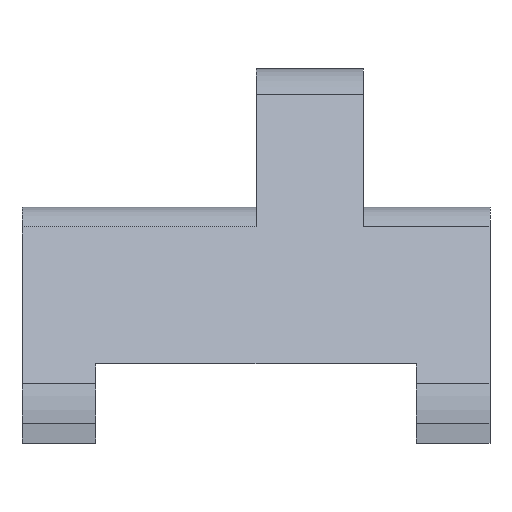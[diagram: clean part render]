
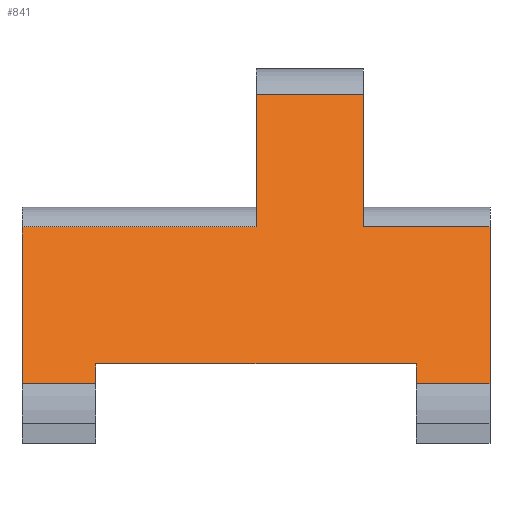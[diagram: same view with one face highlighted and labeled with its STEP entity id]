
A CAD part, left-side view. The second image highlights one B-rep face of the part: STEP entity #841.
In plain terms, the highlighted planar face has unit normal (-0.866, 0, 0.5).
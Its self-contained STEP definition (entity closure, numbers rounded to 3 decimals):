
#184=CARTESIAN_POINT('Vertex',(-6.66,20.2,7.492)) ;
#187=CARTESIAN_POINT('Line Origine',(-6.66,0.,7.492)) ;
#191=CARTESIAN_POINT('Vertex',(-6.66,29.5,7.492)) ;
#362=CARTESIAN_POINT('Line Origine',(-5.212,0.,10.)) ;
#366=CARTESIAN_POINT('Vertex',(-5.212,-20.2,10.)) ;
#368=CARTESIAN_POINT('Vertex',(-5.212,20.2,10.)) ;
#431=CARTESIAN_POINT('Line Origine',(-5.936,20.2,8.746)) ;
#455=CARTESIAN_POINT('Vertex',(-6.66,-20.2,7.492)) ;
#471=CARTESIAN_POINT('Vertex',(-6.66,-29.5,7.492)) ;
#474=CARTESIAN_POINT('Line Origine',(-6.66,0.,7.492)) ;
#501=CARTESIAN_POINT('Line Origine',(-5.936,-20.2,8.746)) ;
#727=CARTESIAN_POINT('Line Origine',(4.752,0.,27.258)) ;
#731=CARTESIAN_POINT('Vertex',(4.752,0.,27.258)) ;
#733=CARTESIAN_POINT('Vertex',(4.752,29.5,27.258)) ;
#771=CARTESIAN_POINT('Vertex',(14.389,-13.5,43.95)) ;
#778=CARTESIAN_POINT('Vertex',(14.389,0.,43.95)) ;
#781=CARTESIAN_POINT('Line Origine',(14.389,0.,43.95)) ;
#793=CARTESIAN_POINT('Axis2P3D Location',(14.389,0.,43.95)) ;
#798=CARTESIAN_POINT('Line Origine',(4.752,-21.5,27.258)) ;
#802=CARTESIAN_POINT('Vertex',(4.752,-29.5,27.258)) ;
#804=CARTESIAN_POINT('Vertex',(4.752,-13.5,27.258)) ;
#807=CARTESIAN_POINT('Line Origine',(9.57,-13.5,35.604)) ;
#812=CARTESIAN_POINT('Line Origine',(9.57,0.,35.604)) ;
#817=CARTESIAN_POINT('Line Origine',(-0.954,29.5,17.375)) ;
#822=CARTESIAN_POINT('Line Origine',(-0.954,-29.5,17.375)) ;
#188=DIRECTION('Vector Direction',(0.,-1.,0.)) ;
#363=DIRECTION('Vector Direction',(0.,1.,0.)) ;
#432=DIRECTION('Vector Direction',(-0.5,0.,-0.866)) ;
#475=DIRECTION('Vector Direction',(0.,-1.,0.)) ;
#502=DIRECTION('Vector Direction',(-0.5,0.,-0.866)) ;
#728=DIRECTION('Vector Direction',(0.,-1.,0.)) ;
#782=DIRECTION('Vector Direction',(0.,-1.,0.)) ;
#794=DIRECTION('Axis2P3D Direction',(0.866,0.,-0.5)) ;
#795=DIRECTION('Axis2P3D XDirection',(-0.5,0.,-0.866)) ;
#799=DIRECTION('Vector Direction',(0.,1.,0.)) ;
#808=DIRECTION('Vector Direction',(-0.5,0.,-0.866)) ;
#813=DIRECTION('Vector Direction',(-0.5,0.,-0.866)) ;
#818=DIRECTION('Vector Direction',(-0.5,0.,-0.866)) ;
#823=DIRECTION('Vector Direction',(-0.5,0.,-0.866)) ;
#796=AXIS2_PLACEMENT_3D('Plane Axis2P3D',#793,#794,#795) ;
#828=ORIENTED_EDGE('',*,*,#806,.T.) ;
#829=ORIENTED_EDGE('',*,*,#811,.T.) ;
#830=ORIENTED_EDGE('',*,*,#785,.T.) ;
#831=ORIENTED_EDGE('',*,*,#816,.T.) ;
#832=ORIENTED_EDGE('',*,*,#735,.T.) ;
#833=ORIENTED_EDGE('',*,*,#821,.T.) ;
#834=ORIENTED_EDGE('',*,*,#193,.F.) ;
#835=ORIENTED_EDGE('',*,*,#435,.F.) ;
#836=ORIENTED_EDGE('',*,*,#370,.F.) ;
#837=ORIENTED_EDGE('',*,*,#505,.T.) ;
#838=ORIENTED_EDGE('',*,*,#478,.F.) ;
#839=ORIENTED_EDGE('',*,*,#826,.F.) ;
#189=VECTOR('Line Direction',#188,1.) ;
#364=VECTOR('Line Direction',#363,1.) ;
#433=VECTOR('Line Direction',#432,1.) ;
#476=VECTOR('Line Direction',#475,1.) ;
#503=VECTOR('Line Direction',#502,1.) ;
#729=VECTOR('Line Direction',#728,1.) ;
#783=VECTOR('Line Direction',#782,1.) ;
#800=VECTOR('Line Direction',#799,1.) ;
#809=VECTOR('Line Direction',#808,1.) ;
#814=VECTOR('Line Direction',#813,1.) ;
#819=VECTOR('Line Direction',#818,1.) ;
#824=VECTOR('Line Direction',#823,1.) ;
#841=ADVANCED_FACE('Corps principal',(#840),#797,.F.) ;
#193=EDGE_CURVE('',#185,#192,#190,.F.) ;
#370=EDGE_CURVE('',#367,#369,#365,.T.) ;
#435=EDGE_CURVE('',#369,#185,#434,.T.) ;
#478=EDGE_CURVE('',#472,#456,#477,.F.) ;
#505=EDGE_CURVE('',#367,#456,#504,.T.) ;
#735=EDGE_CURVE('',#732,#734,#730,.F.) ;
#785=EDGE_CURVE('',#772,#779,#784,.F.) ;
#806=EDGE_CURVE('',#803,#805,#801,.T.) ;
#811=EDGE_CURVE('',#805,#772,#810,.F.) ;
#816=EDGE_CURVE('',#779,#732,#815,.T.) ;
#821=EDGE_CURVE('',#734,#192,#820,.T.) ;
#826=EDGE_CURVE('',#803,#472,#825,.T.) ;
#827=EDGE_LOOP('',(#828,#829,#830,#831,#832,#833,#834,#835,#836,#837,#838,#839)) ;
#840=FACE_OUTER_BOUND('',#827,.T.) ;
#190=LINE('Line',#187,#189) ;
#365=LINE('Line',#362,#364) ;
#434=LINE('Line',#431,#433) ;
#477=LINE('Line',#474,#476) ;
#504=LINE('Line',#501,#503) ;
#730=LINE('Line',#727,#729) ;
#784=LINE('Line',#781,#783) ;
#801=LINE('Line',#798,#800) ;
#810=LINE('Line',#807,#809) ;
#815=LINE('Line',#812,#814) ;
#820=LINE('Line',#817,#819) ;
#825=LINE('Line',#822,#824) ;
#797=PLANE('Plane',#796) ;
#185=VERTEX_POINT('',#184) ;
#192=VERTEX_POINT('',#191) ;
#367=VERTEX_POINT('',#366) ;
#369=VERTEX_POINT('',#368) ;
#456=VERTEX_POINT('',#455) ;
#472=VERTEX_POINT('',#471) ;
#732=VERTEX_POINT('',#731) ;
#734=VERTEX_POINT('',#733) ;
#772=VERTEX_POINT('',#771) ;
#779=VERTEX_POINT('',#778) ;
#803=VERTEX_POINT('',#802) ;
#805=VERTEX_POINT('',#804) ;
